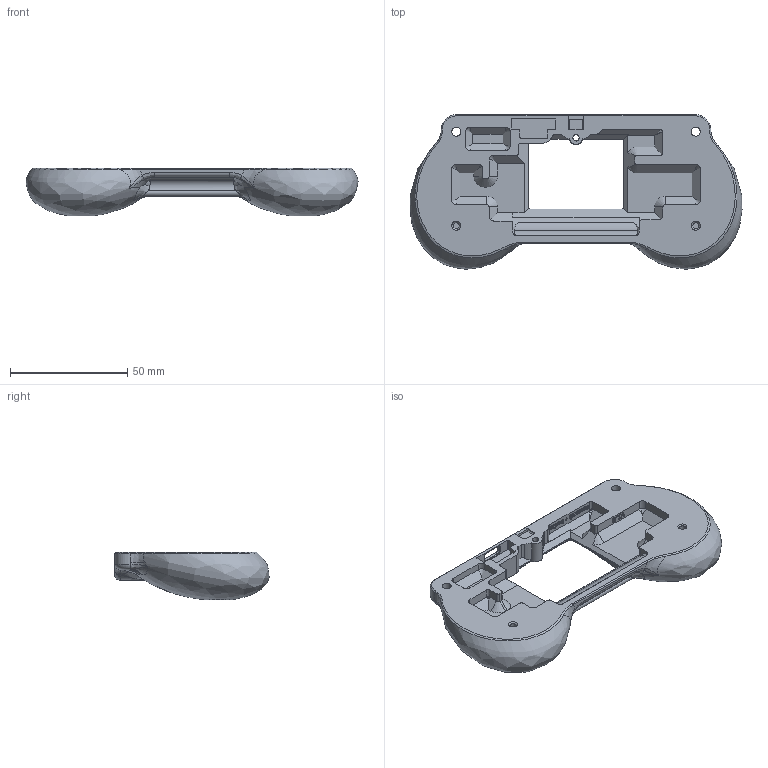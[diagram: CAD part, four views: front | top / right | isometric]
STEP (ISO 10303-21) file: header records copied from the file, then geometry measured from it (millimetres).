
FILE_DESCRIPTION(/* description */ (''),/* implementation_level */ '2;1');
FILE_NAME(/* name */ 'Remote - Bottom.step',/* time_stamp */ '2025-09-21T20:11:56-04:00',/* author */ (''),/* organization */ (''),/* preprocessor_version */ 'ST-DEVELOPER v20.1',/* originating_system */ 'Autodesk Translation Framework v14.17.0.0',/* authorisation */ '');
FILE_SCHEMA (('AUTOMOTIVE_DESIGN { 1 0 10303 214 3 1 1 }'));
Products named in the file (4): Remote - Bottom; Clear_Parts; ChargePower Light; Rear
Assembly tree (3 placements, depth 3):
  Remote - Bottom
    Clear_Parts
      ChargePower Light
    Rear
Bounding box: 141.38 x 65.79 x 20.2 mm (x, y, z)
Volume: 74490.5 mm3; surface area: 20326.4 mm2
Topology: 2 solids, 2 shells, 1206 faces, 3374 edges, 2193 vertices
Faces by surface type: bspline 812, plane 251, cylinder 97, cone 40, torus 6
Full cylindrical faces by diameter (mm): 0.002 x4, 2.65 x3, 3.8 x2, 4 x1, 5.5 x2
Entity records: 48322 total; most frequent: CARTESIAN_POINT 22833, ORIENTED_EDGE 6722, EDGE_CURVE 3361, DIRECTION 2752, VERTEX_POINT 2193, B_SPLINE_CURVE_WITH_KNOTS 1661, LINE 1438, VECTOR 1438
